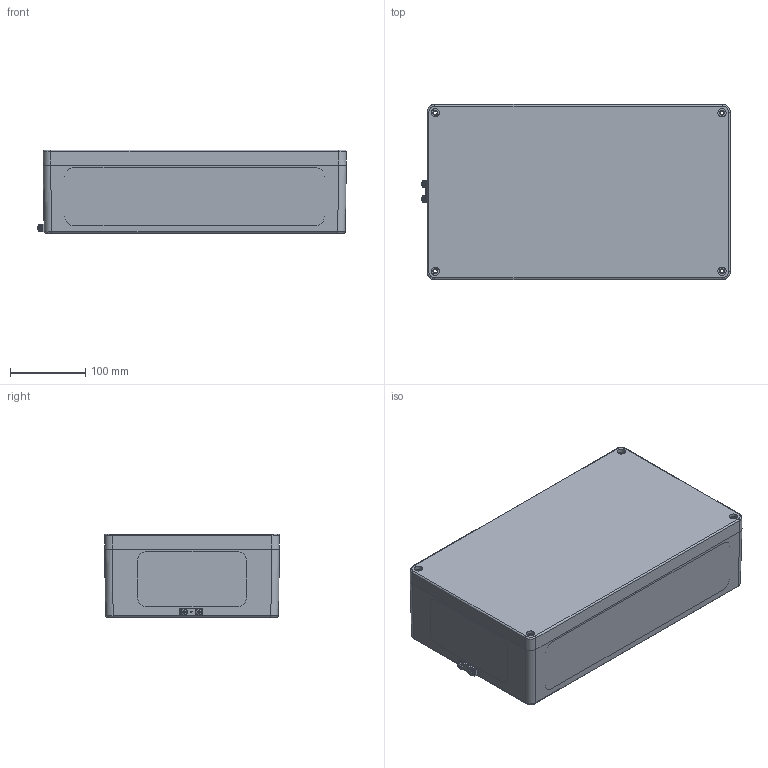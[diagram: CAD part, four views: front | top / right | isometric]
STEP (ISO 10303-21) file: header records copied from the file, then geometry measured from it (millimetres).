
FILE_DESCRIPTION((''),'2;1');
FILE_NAME('MBA Ex- 402311.stp','2011-12-21T14:06:03',('stefan.grimm'),(''),'Autodesk Inventor 2012','Autodesk Inventor 2012','');
FILE_SCHEMA(('AUTOMOTIVE_DESIGN { 1 0 10303 214 1 1 1 1 }'));
Length unit declared in the file: millimetre
Products named in the file (8): MBA Ex- 402311; OT-402311; MBA UT-402311 Aussenerde; Aussenerde m5 2; Aussenerde groß; AS 1968 5; NF EN 28744 - ersetzt durch NF EN ISO 8744 2 x 8; AS 1427 H - Metrisch M5 x 16
Assembly tree (10 placements, depth 3):
  MBA Ex- 402311
    OT-402311
    MBA UT-402311 Aussenerde
    Aussenerde m5 2
      Aussenerde groß  x2
      AS 1968 5  x2
      NF EN 28744 - ersetzt durch NF EN ISO 8744 2 x 8
      AS 1427 H - Metrisch M5 x 16  x2
Bounding box: 409.1 x 232 x 111 mm (x, y, z)
Volume: 1563960.6 mm3; surface area: 687354.4 mm2
Topology: 10 solids, 10 shells, 953 faces, 2376 edges, 1547 vertices
Faces by surface type: plane 368, bspline 295, cylinder 183, cone 86, sphere 11, torus 10
Full cylindrical faces by diameter (mm): 2 x3, 3 x4, 4.134 x2, 4.51 x2, 4.917 x15, 5 x2, 5.5 x8, 6.5 x14, 8 x4, 11 x4, 12 x4, 14.3 x4
Entity records: 35657 total; most frequent: CARTESIAN_POINT 16036, ORIENTED_EDGE 4168, DIRECTION 3244, EDGE_CURVE 2084, VERTEX_POINT 1406, EDGE_LOOP 1154, AXIS2_PLACEMENT_3D 1102, VECTOR 1040
